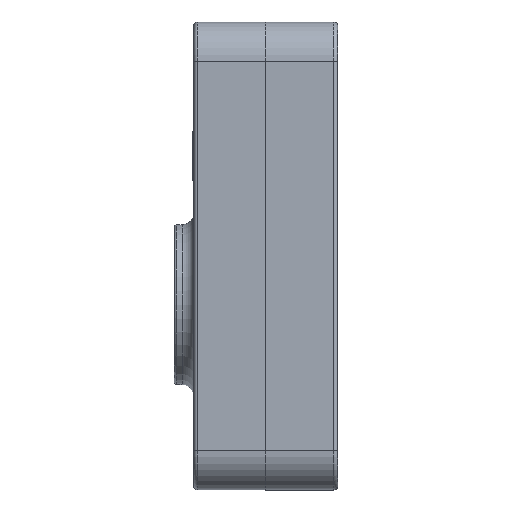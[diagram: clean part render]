
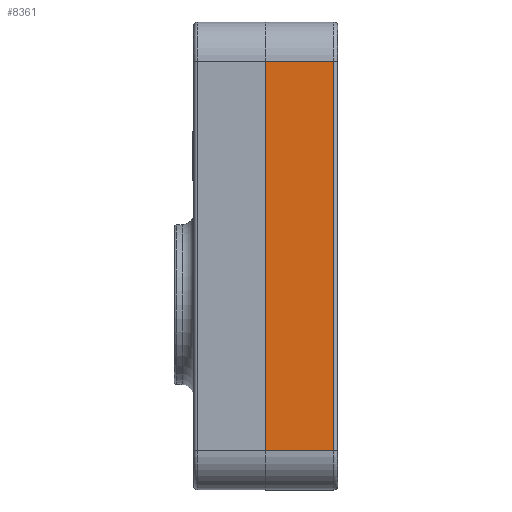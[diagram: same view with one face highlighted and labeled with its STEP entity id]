
A CAD part, left-side view. The second image highlights one B-rep face of the part: STEP entity #8361.
In plain terms, the highlighted planar face has unit normal (-1, 0, 0).
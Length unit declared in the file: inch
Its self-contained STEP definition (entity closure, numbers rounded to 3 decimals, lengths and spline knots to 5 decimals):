
#1807=PLANE('',#8967);
#2062=FACE_OUTER_BOUND('',#2491,.T.);
#2491=EDGE_LOOP('',(#6652,#6653,#6654,#6655));
#2897=LINE('',#12724,#3481);
#2956=LINE('',#12956,#3540);
#2958=LINE('',#12970,#3542);
#2959=LINE('',#12971,#3543);
#3481=VECTOR('',#10050,0.3937);
#3540=VECTOR('',#10331,0.3937);
#3542=VECTOR('',#10353,0.3937);
#3543=VECTOR('',#10354,0.3937);
#4704=VERTEX_POINT('',#12721);
#4705=VERTEX_POINT('',#12723);
#4766=VERTEX_POINT('',#12950);
#4767=VERTEX_POINT('',#12954);
#5352=EDGE_CURVE('',#4704,#4705,#2897,.T.);
#5465=EDGE_CURVE('',#4766,#4767,#2956,.T.);
#5472=EDGE_CURVE('',#4766,#4705,#2958,.T.);
#5473=EDGE_CURVE('',#4767,#4704,#2959,.T.);
#6652=ORIENTED_EDGE('',*,*,#5465,.F.);
#6653=ORIENTED_EDGE('',*,*,#5472,.T.);
#6654=ORIENTED_EDGE('',*,*,#5352,.F.);
#6655=ORIENTED_EDGE('',*,*,#5473,.F.);
#8361=ADVANCED_FACE('',(#2062),#1807,.T.);
#8967=AXIS2_PLACEMENT_3D('',#12969,#10351,#10352);
#10050=DIRECTION('',(0.,0.,1.));
#10331=DIRECTION('',(0.,0.,-1.));
#10351=DIRECTION('center_axis',(-1.,0.,0.));
#10352=DIRECTION('ref_axis',(0.,0.,1.));
#10353=DIRECTION('',(0.,1.,0.));
#10354=DIRECTION('',(0.,1.,0.));
#12721=CARTESIAN_POINT('',(0.,0.29134,-1.73436));
#12723=CARTESIAN_POINT('',(0.,0.29134,-0.15956));
#12724=CARTESIAN_POINT('',(0.,0.29134,-1.73436));
#12950=CARTESIAN_POINT('',(0.,0.01563,-0.15956));
#12954=CARTESIAN_POINT('',(0.,0.01563,-1.73436));
#12956=CARTESIAN_POINT('',(0.,0.01563,-1.34066));
#12969=CARTESIAN_POINT('Origin',(0.,0.,-1.73436));
#12970=CARTESIAN_POINT('',(0.,0.,-0.15956));
#12971=CARTESIAN_POINT('',(0.,0.,-1.73436));
